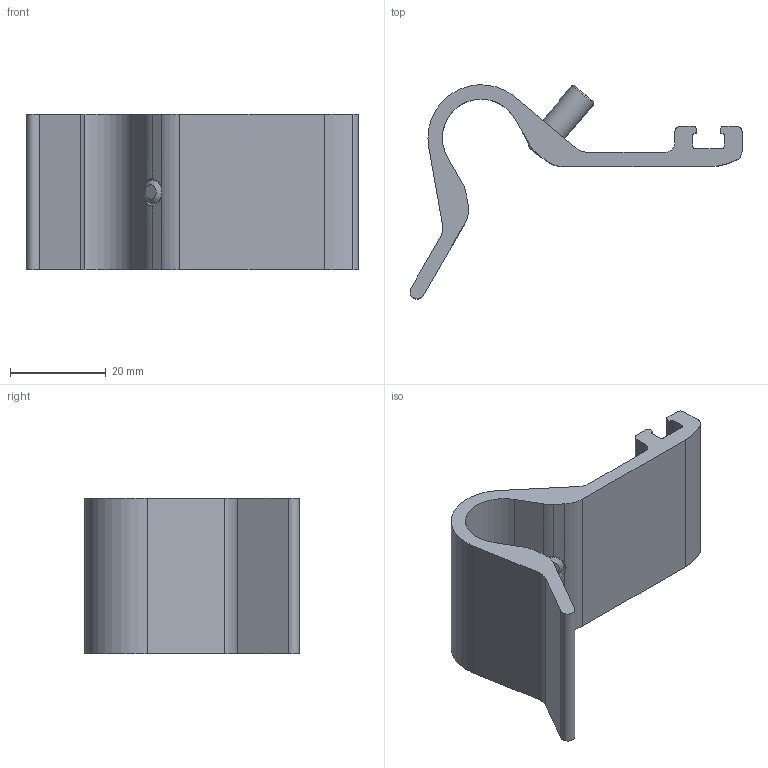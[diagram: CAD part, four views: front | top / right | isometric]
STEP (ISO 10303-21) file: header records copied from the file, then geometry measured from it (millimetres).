
FILE_DESCRIPTION(/* description */ ('STEP AP214'),/* implementation_level */ '2;1');
FILE_NAME(/* name */ '1553813_DASP-M4-160-A',/* time_stamp */ '2024-08-14T18:15:10+02:00',/* author */ ('License CC BY-ND 4.0'),/* organization */ ('CADENAS'),/* preprocessor_version */ 'ST-DEVELOPER v19.3',/* originating_system */ 'PARTsolutions',/* authorisation */ ' ');
FILE_SCHEMA (('AUTOMOTIVE_DESIGN {1 0 10303 214 3 1 1}'));
Length unit declared in the file: millimetre
Products named in the file (1): 1553813 DASP-M4-160-A
Bounding box: 69.35 x 44.71 x 32.5 mm (x, y, z)
Volume: 14610.1 mm3; surface area: 9078 mm2
Topology: 1 solids, 1 shells, 60 faces, 168 edges, 112 vertices
Faces by surface type: plane 33, cylinder 24, cone 3
Full cylindrical faces by diameter (mm): 6 x1
Entity records: 1948 total; most frequent: CARTESIAN_POINT 345, DIRECTION 336, ORIENTED_EDGE 326, EDGE_CURVE 163, AXIS2_PLACEMENT_3D 115, VERTEX_POINT 110, LINE 106, VECTOR 106
